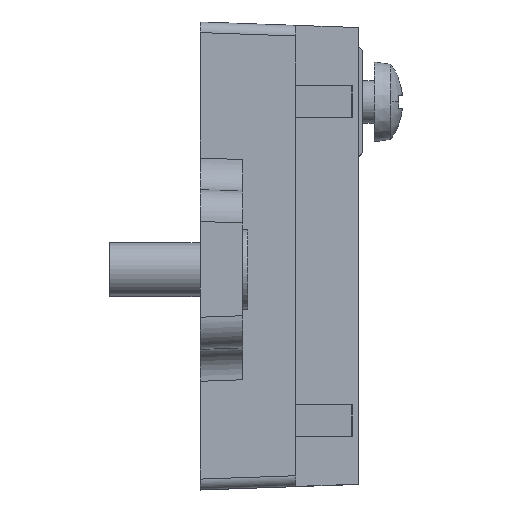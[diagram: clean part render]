
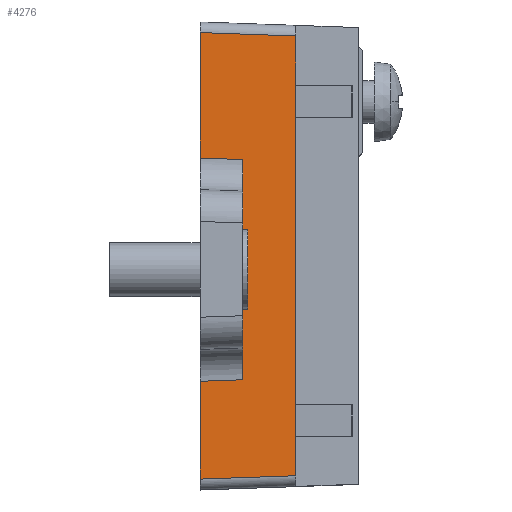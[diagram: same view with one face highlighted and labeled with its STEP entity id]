
A CAD part, top view. The second image highlights one B-rep face of the part: STEP entity #4276.
In plain terms, the highlighted planar face has unit normal (0.035, 0, 0.999).
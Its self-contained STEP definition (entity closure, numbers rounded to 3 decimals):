
#653=DIRECTION('',(0.,-1.,0.));
#654=VECTOR('',#653,11.802);
#655=CARTESIAN_POINT('',(0.,22.301,8.5));
#656=LINE('',#655,#654);
#660=DIRECTION('',(0.,-1.,0.));
#661=VECTOR('',#660,9.202);
#662=CARTESIAN_POINT('',(0.,-10.498,
8.5));
#663=LINE('',#662,#661);
#1033=CARTESIAN_POINT('',(9.,-19.386,8.186));
#1238=DIRECTION('',(-0.999,0.035,0.035));
#1239=VECTOR('',#1238,4.005);
#1240=CARTESIAN_POINT('',(4.,10.358,8.36));
#1241=LINE('',#1240,#1239);
#1245=DIRECTION('',(0.999,-0.035,-0.035));
#1246=VECTOR('',#1245,9.011);
#1247=CARTESIAN_POINT('',(0.,22.301,8.5));
#1248=LINE('',#1247,#1246);
#1252=DIRECTION('',(0.,-1.,0.));
#1253=VECTOR('',#1252,41.373);
#1254=CARTESIAN_POINT('',(9.,21.986,8.186));
#1255=LINE('',#1254,#1253);
#1259=DIRECTION('',(-0.999,-0.035,0.035));
#1260=VECTOR('',#1259,9.011);
#1261=CARTESIAN_POINT('',(9.,-19.386,8.186));
#1262=LINE('',#1261,#1260);
#1266=DIRECTION('',(0.999,0.035,-0.035));
#1267=VECTOR('',#1266,4.005);
#1268=CARTESIAN_POINT('',(0.,-10.498,
8.5));
#1269=LINE('',#1268,#1267);
#1273=DIRECTION('',(0.,-1.,0.));
#1274=VECTOR('',#1273,20.717);
#1275=CARTESIAN_POINT('',(4.,10.358,8.36));
#1276=LINE('',#1275,#1274);
#1317=CARTESIAN_POINT('',(0.,-10.498,
8.5));
#1942=CARTESIAN_POINT('',(0.,22.301,8.5));
#3271=VERTEX_POINT('',#1942);
#3272=CARTESIAN_POINT('',(0.,10.498,
8.5));
#3273=VERTEX_POINT('',#3272);
#3283=VERTEX_POINT('',#1317);
#3284=CARTESIAN_POINT('',(0.,-19.701,
8.5));
#3285=VERTEX_POINT('',#3284);
#3320=CARTESIAN_POINT('',(4.,10.358,8.36));
#3321=CARTESIAN_POINT('',(4.,-10.358,8.36));
#3322=VERTEX_POINT('',#3320);
#3323=VERTEX_POINT('',#3321);
#3653=VERTEX_POINT('',#1033);
#3654=CARTESIAN_POINT('',(9.,21.986,8.186));
#3655=VERTEX_POINT('',#3654);
#4257=CARTESIAN_POINT('',(0.,-22.29,8.5));
#4258=DIRECTION('',(-0.035,0.,-0.999));
#4259=DIRECTION('',(0.,1.,0.));
#4260=AXIS2_PLACEMENT_3D('',#4257,#4258,#4259);
#4261=PLANE('',#4260);
#4263=ORIENTED_EDGE('',*,*,#4262,.F.);
#4265=ORIENTED_EDGE('',*,*,#4264,.T.);
#4266=ORIENTED_EDGE('',*,*,#3909,.F.);
#4268=ORIENTED_EDGE('',*,*,#4267,.T.);
#4269=ORIENTED_EDGE('',*,*,#4113,.T.);
#4270=ORIENTED_EDGE('',*,*,#4099,.T.);
#4271=ORIENTED_EDGE('',*,*,#3925,.F.);
#4273=ORIENTED_EDGE('',*,*,#4272,.T.);
#4274=EDGE_LOOP('',(#4263,#4265,#4266,#4268,#4269,#4270,#4271,#4273));
#4275=FACE_OUTER_BOUND('',#4274,.F.);
#3909=EDGE_CURVE('',#3271,#3273,#656,.T.);
#3925=EDGE_CURVE('',#3283,#3285,#663,.T.);
#4099=EDGE_CURVE('',#3653,#3285,#1262,.T.);
#4113=EDGE_CURVE('',#3655,#3653,#1255,.T.);
#4262=EDGE_CURVE('',#3322,#3323,#1276,.T.);
#4264=EDGE_CURVE('',#3322,#3273,#1241,.T.);
#4267=EDGE_CURVE('',#3271,#3655,#1248,.T.);
#4272=EDGE_CURVE('',#3283,#3323,#1269,.T.);
#4276=ADVANCED_FACE('',(#4275),#4261,.F.);
